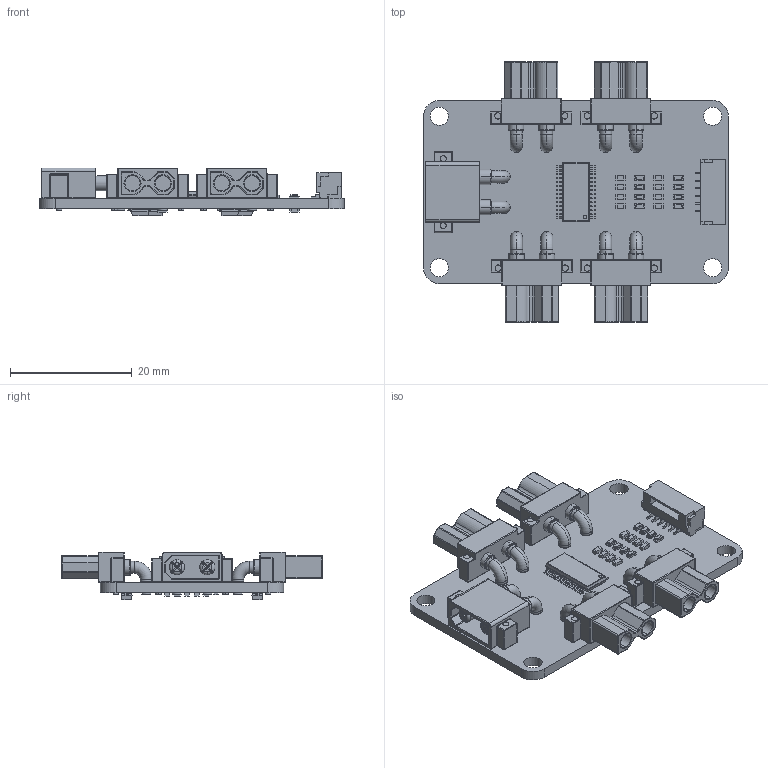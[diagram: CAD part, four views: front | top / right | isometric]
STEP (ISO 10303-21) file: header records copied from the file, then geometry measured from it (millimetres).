
FILE_DESCRIPTION(('Open CASCADE Model'),'2;1');
FILE_NAME('Open CASCADE Shape Model','2021-10-31T08:39:15',('Author'),( 'Open CASCADE'),'Open CASCADE STEP processor 6.8','Open CASCADE 6.8' ,'Unknown');
FILE_SCHEMA(('AUTOMOTIVE_DESIGN { 1 0 10303 214 1 1 1 1 }'));
Length unit declared in the file: millimetre
Products named in the file (58): PCB; Board; Open CASCADE STEP translator 6.8 1.1.1; P5; XT30PW-F; P4; P3; P2; D12; LED_0603_RED; D9; D8; D5; R17; 5315867440; term1; term2; body; R16; 5315867280; R13; R12; R4; R2; S1; 5315868080; Body; PinsArrayLR; R18; R15; R14; R11; R10; R9; R8; R7; R6; R5; D11; LED_0603_YELLOW ...
Assembly tree (84 placements, depth 4):
  PCB
    Board
      Open CASCADE STEP translator 6.8 1.1.1
    P5
      XT30PW-F
    P4
      XT30PW-F
    P3
      XT30PW-F
    P2
      XT30PW-F
    D12
      LED_0603_RED
    D9
      LED_0603_RED
    D8
      LED_0603_RED
    D5
      LED_0603_RED
    R17
      5315867440
        term1
        term2
        body
    R16
      5315867280
        term1
        term2
        body
    R13
      5315867440
        term1
        term2
        body
    R12
      5315867280
        term1
        term2
        body
    R4
      5315867280
        term1
        term2
        body
    R2
      5315867280
        term1
        term2
        body
    S1
      5315868080
        Body
        PinsArrayLR
    R18
      5315867280
        term1
        term2
        body
    R15
      5315867280
Bounding box: 50.13 x 42.82 x 7.87 mm (x, y, z)
Volume: 4591.3 mm3; surface area: 8291.1 mm2
Topology: 98 solids, 98 shells, 2861 faces, 6891 edges, 4216 vertices
Faces by surface type: plane 1550, cylinder 835, torus 210, sphere 124, bspline 118, revolution 24
Full cylindrical faces by diameter (mm): 0.55 x1, 1 x10, 1.8 x10, 3 x4
Entity records: 54387 total; most frequent: CARTESIAN_POINT 10969, DIRECTION 7428, ORIENTED_EDGE 7220, EDGE_CURVE 3610, LINE 2476, VECTOR 2476, AXIS2_PLACEMENT_3D 2473, VERTEX_POINT 2266
